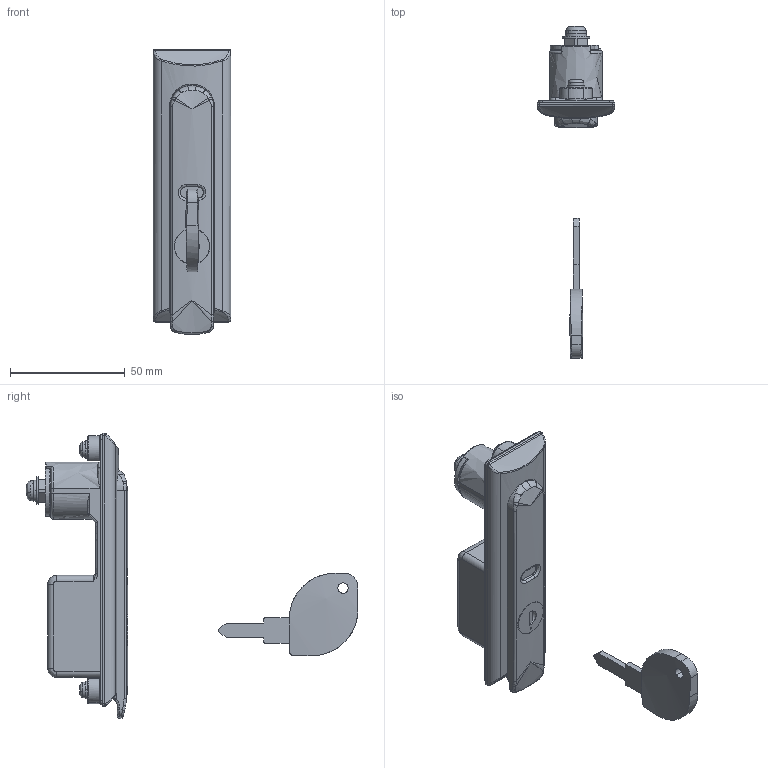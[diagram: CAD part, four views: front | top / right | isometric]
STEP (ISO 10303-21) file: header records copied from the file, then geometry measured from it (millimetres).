
FILE_DESCRIPTION((''),'2;1');
FILE_NAME('','2007-04-02T16:54:12',(''),(''),'','CADfix','');
FILE_SCHEMA(('AUTOMOTIVE_DESIGN { 1 0 10303 214 1 1 1 1 }'));
Length unit declared in the file: millimetre
Bounding box: 34 x 144.86 x 124.46 mm (x, y, z)
Volume: 71630.4 mm3; surface area: 41373.6 mm2
Topology: 11 solids, 11 shells, 432 faces, 1177 edges, 779 vertices
Faces by surface type: bspline 432
Entity records: 21288 total; most frequent: CARTESIAN_POINT 14593, ORIENTED_EDGE 2336, EDGE_CURVE 1168, VERTEX_POINT 779, QUASI_UNIFORM_CURVE 520, EDGE_LOOP 469, FACE_OUTER_BOUND 432, ADVANCED_FACE 432
